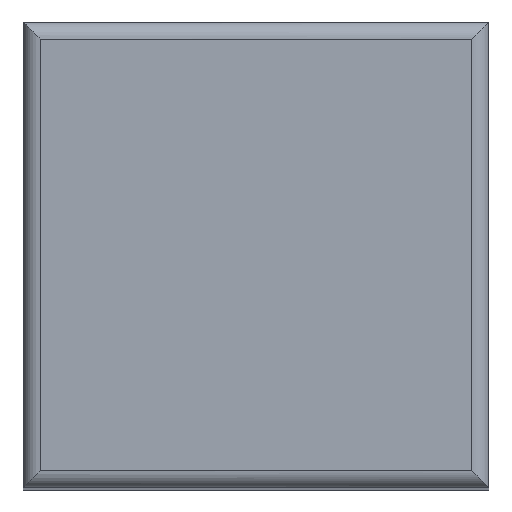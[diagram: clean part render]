
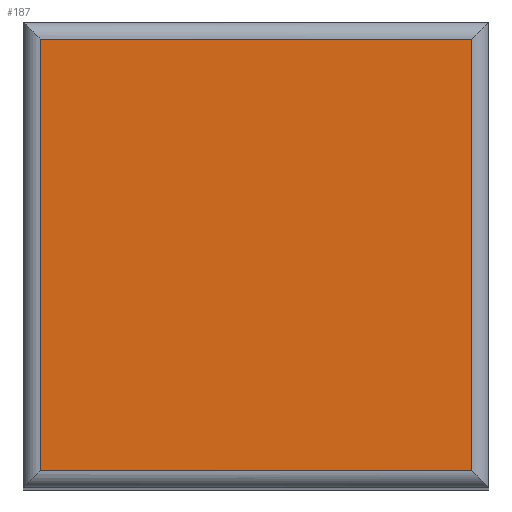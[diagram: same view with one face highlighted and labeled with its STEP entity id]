
A CAD part, top view. The second image highlights one B-rep face of the part: STEP entity #187.
In plain terms, the highlighted planar face has unit normal (0, 0, 1).
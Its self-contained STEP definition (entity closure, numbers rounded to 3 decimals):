
#21 = VECTOR ( 'NONE', #292, 1000. ) ;
#26 = VERTEX_POINT ( 'NONE', #35 ) ;
#32 = CARTESIAN_POINT ( 'NONE',  ( -12.5, 0., 70. ) ) ;
#35 = CARTESIAN_POINT ( 'NONE',  ( -12.5, -12.5, 70. ) ) ;
#48 = DIRECTION ( 'NONE',  ( -1., 0., 0. ) ) ;
#56 = LINE ( 'NONE', #32, #21 ) ;
#78 = EDGE_CURVE ( 'NONE', #209, #300, #287, .T. ) ;
#117 = DIRECTION ( 'NONE',  ( 1., 0., 0. ) ) ;
#137 = AXIS2_PLACEMENT_3D ( 'NONE', #390, #143, #355 ) ;
#142 = FACE_OUTER_BOUND ( 'NONE', #360, .T. ) ;
#143 = DIRECTION ( 'NONE',  ( 0., 0., -1. ) ) ;
#145 = ORIENTED_EDGE ( 'NONE', *, *, #298, .T. ) ;
#148 = LINE ( 'NONE', #251, #379 ) ;
#153 = EDGE_CURVE ( 'NONE', #425, #209, #161, .T. ) ;
#161 = LINE ( 'NONE', #326, #330 ) ;
#163 = CARTESIAN_POINT ( 'NONE',  ( 12.5, -12.5, 70. ) ) ;
#176 = PLANE ( 'NONE',  #137 ) ;
#187 = ADVANCED_FACE ( 'NONE', ( #142 ), #176, .F. ) ;
#199 = EDGE_CURVE ( 'NONE', #300, #26, #56, .T. ) ;
#201 = CARTESIAN_POINT ( 'NONE',  ( 0., 12.5, 70. ) ) ;
#209 = VERTEX_POINT ( 'NONE', #239 ) ;
#211 = ORIENTED_EDGE ( 'NONE', *, *, #153, .T. ) ;
#239 = CARTESIAN_POINT ( 'NONE',  ( 12.5, 12.5, 70. ) ) ;
#250 = ORIENTED_EDGE ( 'NONE', *, *, #78, .T. ) ;
#251 = CARTESIAN_POINT ( 'NONE',  ( 0., -12.5, 70. ) ) ;
#287 = LINE ( 'NONE', #201, #288 ) ;
#288 = VECTOR ( 'NONE', #48, 1000. ) ;
#292 = DIRECTION ( 'NONE',  ( 0., -1., 0. ) ) ;
#295 = DIRECTION ( 'NONE',  ( 0., 1., 0. ) ) ;
#298 = EDGE_CURVE ( 'NONE', #26, #425, #148, .T. ) ;
#300 = VERTEX_POINT ( 'NONE', #312 ) ;
#312 = CARTESIAN_POINT ( 'NONE',  ( -12.5, 12.5, 70. ) ) ;
#326 = CARTESIAN_POINT ( 'NONE',  ( 12.5, 0., 70. ) ) ;
#330 = VECTOR ( 'NONE', #295, 1000. ) ;
#355 = DIRECTION ( 'NONE',  ( -1., 0., 0. ) ) ;
#360 = EDGE_LOOP ( 'NONE', ( #380, #145, #211, #250 ) ) ;
#379 = VECTOR ( 'NONE', #117, 1000. ) ;
#380 = ORIENTED_EDGE ( 'NONE', *, *, #199, .T. ) ;
#390 = CARTESIAN_POINT ( 'NONE',  ( 0., 0., 70. ) ) ;
#425 = VERTEX_POINT ( 'NONE', #163 ) ;
